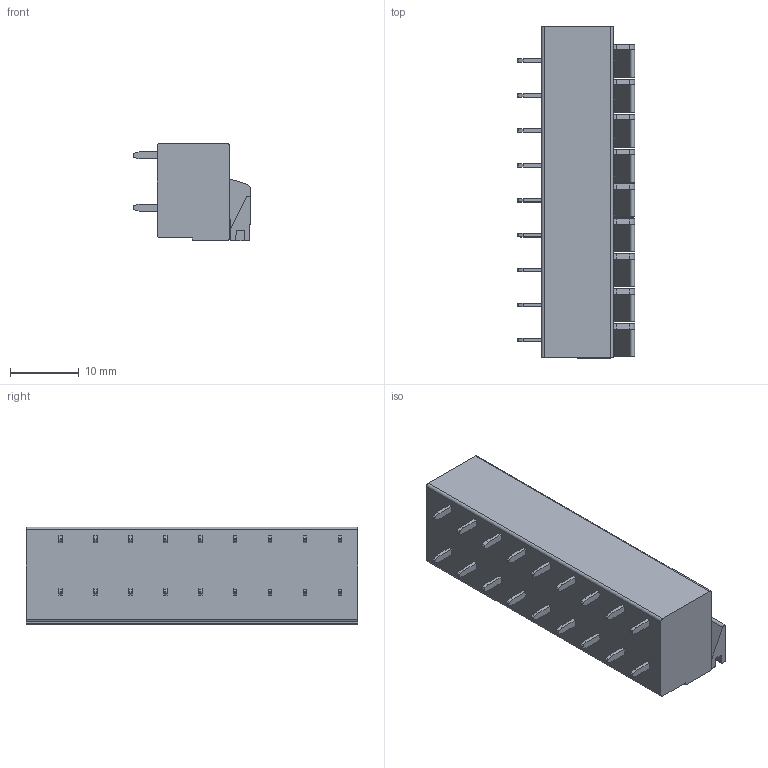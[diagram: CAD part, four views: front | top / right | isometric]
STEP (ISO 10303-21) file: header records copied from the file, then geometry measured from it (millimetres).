
FILE_DESCRIPTION((''),'2;1');
FILE_NAME('DB142R-508-1P','2023-04-12T',('86134'),(''),'PRO/ENGINEER BY PARAMETRIC TECHNOLOGY CORPORATION, 2010280','PRO/ENGINEER BY PARAMETRIC TECHNOLOGY CORPORATION, 2010280','');
FILE_SCHEMA(('CONFIG_CONTROL_DESIGN'));
Length unit declared in the file: millimetre
Products named in the file (1): DB142R-508-1P
Bounding box: 17.1 x 48.26 x 14.23 mm (x, y, z)
Volume: 7299.8 mm3; surface area: 4496.2 mm2
Topology: 1 solids, 1 shells, 486 faces, 1323 edges, 876 vertices
Faces by surface type: plane 307, cylinder 149, cone 30
Entity records: 15361 total; most frequent: CARTESIAN_POINT 2685, ORIENTED_EDGE 2646, DIRECTION 2635, EDGE_CURVE 1323, VECTOR 983, LINE 983, VERTEX_POINT 876, AXIS2_PLACEMENT_3D 826
